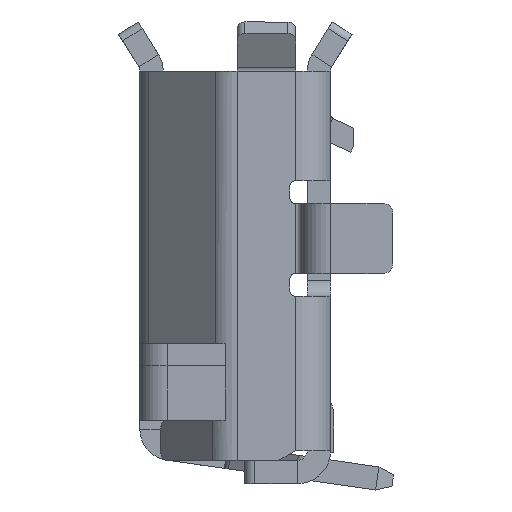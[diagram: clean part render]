
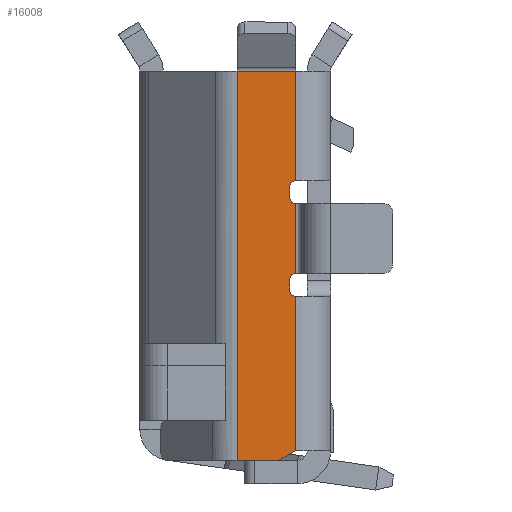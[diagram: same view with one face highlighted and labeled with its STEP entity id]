
A CAD part, left-side view. The second image highlights one B-rep face of the part: STEP entity #16008.
In plain terms, the highlighted planar face has unit normal (-1, 0, 0).
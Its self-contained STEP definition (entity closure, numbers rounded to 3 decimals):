
#16 = VECTOR ( 'NONE', #1314, 1000. ) ;
#156 = EDGE_CURVE ( 'NONE', #11875, #232, #13719, .T. ) ;
#178 = VECTOR ( 'NONE', #1987, 1000. ) ;
#232 = VERTEX_POINT ( 'NONE', #13962 ) ;
#277 = CIRCLE ( 'NONE', #15178, 0.075 ) ;
#351 = AXIS2_PLACEMENT_3D ( 'NONE', #10751, #420, #5594 ) ;
#420 = DIRECTION ( 'NONE',  ( -1., 0., 0. ) ) ;
#739 = AXIS2_PLACEMENT_3D ( 'NONE', #6886, #14695, #3029 ) ;
#968 = DIRECTION ( 'NONE',  ( 0., 0., 1. ) ) ;
#994 = CIRCLE ( 'NONE', #739, 0.075 ) ;
#1071 = PLANE ( 'NONE',  #14930 ) ;
#1081 = CARTESIAN_POINT ( 'NONE',  ( -3.75, 0.45, -2.375 ) ) ;
#1164 = DIRECTION ( 'NONE',  ( 0., -1., 0. ) ) ;
#1170 = FACE_OUTER_BOUND ( 'NONE', #10353, .T. ) ;
#1314 = DIRECTION ( 'NONE',  ( 0., -1., 0. ) ) ;
#1335 = VECTOR ( 'NONE', #9139, 1000. ) ;
#1716 = DIRECTION ( 'NONE',  ( 0., 0., 1. ) ) ;
#1736 = CIRCLE ( 'NONE', #351, 0.075 ) ;
#1941 = EDGE_CURVE ( 'NONE', #5709, #15354, #10875, .T. ) ;
#1987 = DIRECTION ( 'NONE',  ( 0., 0., 1. ) ) ;
#2099 = CARTESIAN_POINT ( 'NONE',  ( -3.75, 0.667, -2.5 ) ) ;
#2103 = CARTESIAN_POINT ( 'NONE',  ( -3.75, 0.45, 0.875 ) ) ;
#2354 = CARTESIAN_POINT ( 'NONE',  ( -3.75, 1.2, -2.5 ) ) ;
#2567 = EDGE_CURVE ( 'NONE', #11875, #7327, #13213, .T. ) ;
#3029 = DIRECTION ( 'NONE',  ( 0., -1., 0. ) ) ;
#3049 = LINE ( 'NONE', #13169, #12037 ) ;
#3500 = CARTESIAN_POINT ( 'NONE',  ( -3.75, 1.2, 2.5 ) ) ;
#4533 = ORIENTED_EDGE ( 'NONE', *, *, #9639, .F. ) ;
#4635 = EDGE_CURVE ( 'NONE', #6332, #10545, #15948, .T. ) ;
#4733 = DIRECTION ( 'NONE',  ( 0., 0., 1. ) ) ;
#4835 = EDGE_CURVE ( 'NONE', #5659, #8574, #994, .T. ) ;
#4955 = ORIENTED_EDGE ( 'NONE', *, *, #14062, .F. ) ;
#4966 = EDGE_CURVE ( 'NONE', #5659, #232, #12339, .T. ) ;
#5328 = CARTESIAN_POINT ( 'NONE',  ( -3.75, 0.45, 1.09 ) ) ;
#5372 = VERTEX_POINT ( 'NONE', #14675 ) ;
#5578 = CARTESIAN_POINT ( 'NONE',  ( -3.75, 0.525, -2.5 ) ) ;
#5594 = DIRECTION ( 'NONE',  ( 0., -1., 0. ) ) ;
#5659 = VERTEX_POINT ( 'NONE', #15129 ) ;
#5709 = VERTEX_POINT ( 'NONE', #1081 ) ;
#6039 = DIRECTION ( 'NONE',  ( 0., -1., 0. ) ) ;
#6270 = CARTESIAN_POINT ( 'NONE',  ( -3.75, 0.525, 1.015 ) ) ;
#6306 = VECTOR ( 'NONE', #10837, 1000. ) ;
#6311 = CARTESIAN_POINT ( 'NONE',  ( -3.75, 1.2, 2.5 ) ) ;
#6332 = VERTEX_POINT ( 'NONE', #5328 ) ;
#6715 = CARTESIAN_POINT ( 'NONE',  ( -3.75, 0.525, -2.5 ) ) ;
#6833 = EDGE_CURVE ( 'NONE', #11338, #5709, #12884, .T. ) ;
#6886 = CARTESIAN_POINT ( 'NONE',  ( -3.75, 0.45, -0.175 ) ) ;
#7292 = LINE ( 'NONE', #5578, #6306 ) ;
#7327 = VERTEX_POINT ( 'NONE', #6270 ) ;
#7335 = CARTESIAN_POINT ( 'NONE',  ( -3.75, 0.45, 0. ) ) ;
#7389 = LINE ( 'NONE', #6311, #16 ) ;
#7583 = EDGE_CURVE ( 'NONE', #7941, #15354, #1736, .T. ) ;
#7941 = VERTEX_POINT ( 'NONE', #11657 ) ;
#8022 = VECTOR ( 'NONE', #1716, 1000. ) ;
#8041 = ORIENTED_EDGE ( 'NONE', *, *, #8072, .T. ) ;
#8072 = EDGE_CURVE ( 'NONE', #7941, #8574, #7292, .T. ) ;
#8184 = CARTESIAN_POINT ( 'NONE',  ( -3.75, 0.45, 2.5 ) ) ;
#8512 = DIRECTION ( 'NONE',  ( -1., 0., 0. ) ) ;
#8574 = VERTEX_POINT ( 'NONE', #14028 ) ;
#9139 = DIRECTION ( 'NONE',  ( 0., -0.866, 0.5 ) ) ;
#9440 = ORIENTED_EDGE ( 'NONE', *, *, #156, .F. ) ;
#9500 = CARTESIAN_POINT ( 'NONE',  ( -3.75, 0.45, -0.39 ) ) ;
#9639 = EDGE_CURVE ( 'NONE', #6332, #7327, #277, .T. ) ;
#9809 = CARTESIAN_POINT ( 'NONE',  ( -3.75, 1.2, -2.5 ) ) ;
#9833 = CARTESIAN_POINT ( 'NONE',  ( -3.75, 0.525, 0.875 ) ) ;
#9988 = EDGE_CURVE ( 'NONE', #5372, #11338, #3049, .T. ) ;
#10167 = ORIENTED_EDGE ( 'NONE', *, *, #9988, .T. ) ;
#10280 = ORIENTED_EDGE ( 'NONE', *, *, #2567, .T. ) ;
#10353 = EDGE_LOOP ( 'NONE', ( #10167, #10811, #12367, #11569, #8041, #13931, #14631, #9440, #10280, #4533, #11128, #14619, #4955 ) ) ;
#10417 = CARTESIAN_POINT ( 'NONE',  ( -3.75, 0.45, -2.5 ) ) ;
#10531 = DIRECTION ( 'NONE',  ( 0., 0., 1. ) ) ;
#10545 = VERTEX_POINT ( 'NONE', #8184 ) ;
#10695 = AXIS2_PLACEMENT_3D ( 'NONE', #2103, #8512, #6039 ) ;
#10751 = CARTESIAN_POINT ( 'NONE',  ( -3.75, 0.45, -0.315 ) ) ;
#10811 = ORIENTED_EDGE ( 'NONE', *, *, #6833, .T. ) ;
#10832 = VECTOR ( 'NONE', #4733, 1000. ) ;
#10837 = DIRECTION ( 'NONE',  ( 0., 0., 1. ) ) ;
#10875 = LINE ( 'NONE', #16294, #14647 ) ;
#11128 = ORIENTED_EDGE ( 'NONE', *, *, #4635, .T. ) ;
#11302 = VERTEX_POINT ( 'NONE', #3500 ) ;
#11338 = VERTEX_POINT ( 'NONE', #2099 ) ;
#11407 = LINE ( 'NONE', #9809, #10832 ) ;
#11569 = ORIENTED_EDGE ( 'NONE', *, *, #7583, .F. ) ;
#11657 = CARTESIAN_POINT ( 'NONE',  ( -3.75, 0.525, -0.315 ) ) ;
#11875 = VERTEX_POINT ( 'NONE', #9833 ) ;
#12037 = VECTOR ( 'NONE', #14628, 1000. ) ;
#12339 = LINE ( 'NONE', #7335, #178 ) ;
#12367 = ORIENTED_EDGE ( 'NONE', *, *, #1941, .T. ) ;
#12884 = LINE ( 'NONE', #14201, #1335 ) ;
#13169 = CARTESIAN_POINT ( 'NONE',  ( -3.75, 1.2, -2.5 ) ) ;
#13213 = LINE ( 'NONE', #6715, #8022 ) ;
#13719 = CIRCLE ( 'NONE', #10695, 0.075 ) ;
#13752 = DIRECTION ( 'NONE',  ( 0., 0., 1. ) ) ;
#13931 = ORIENTED_EDGE ( 'NONE', *, *, #4835, .F. ) ;
#13962 = CARTESIAN_POINT ( 'NONE',  ( -3.75, 0.45, 0.8 ) ) ;
#14009 = DIRECTION ( 'NONE',  ( -1., 0., 0. ) ) ;
#14028 = CARTESIAN_POINT ( 'NONE',  ( -3.75, 0.525, -0.175 ) ) ;
#14062 = EDGE_CURVE ( 'NONE', #5372, #11302, #11407, .T. ) ;
#14134 = VECTOR ( 'NONE', #10531, 1000. ) ;
#14201 = CARTESIAN_POINT ( 'NONE',  ( -3.75, 1.067, -2.731 ) ) ;
#14619 = ORIENTED_EDGE ( 'NONE', *, *, #14662, .F. ) ;
#14628 = DIRECTION ( 'NONE',  ( 0., -1., 0. ) ) ;
#14631 = ORIENTED_EDGE ( 'NONE', *, *, #4966, .T. ) ;
#14647 = VECTOR ( 'NONE', #13752, 1000. ) ;
#14662 = EDGE_CURVE ( 'NONE', #11302, #10545, #7389, .T. ) ;
#14675 = CARTESIAN_POINT ( 'NONE',  ( -3.75, 1.2, -2.5 ) ) ;
#14695 = DIRECTION ( 'NONE',  ( -1., 0., 0. ) ) ;
#14930 = AXIS2_PLACEMENT_3D ( 'NONE', #2354, #16189, #968 ) ;
#15129 = CARTESIAN_POINT ( 'NONE',  ( -3.75, 0.45, -0.1 ) ) ;
#15178 = AXIS2_PLACEMENT_3D ( 'NONE', #15209, #14009, #1164 ) ;
#15209 = CARTESIAN_POINT ( 'NONE',  ( -3.75, 0.45, 1.015 ) ) ;
#15354 = VERTEX_POINT ( 'NONE', #9500 ) ;
#15948 = LINE ( 'NONE', #10417, #14134 ) ;
#16008 = ADVANCED_FACE ( 'NONE', ( #1170 ), #1071, .T. ) ;
#16189 = DIRECTION ( 'NONE',  ( -1., 0., 0. ) ) ;
#16294 = CARTESIAN_POINT ( 'NONE',  ( -3.75, 0.45, -2.5 ) ) ;
